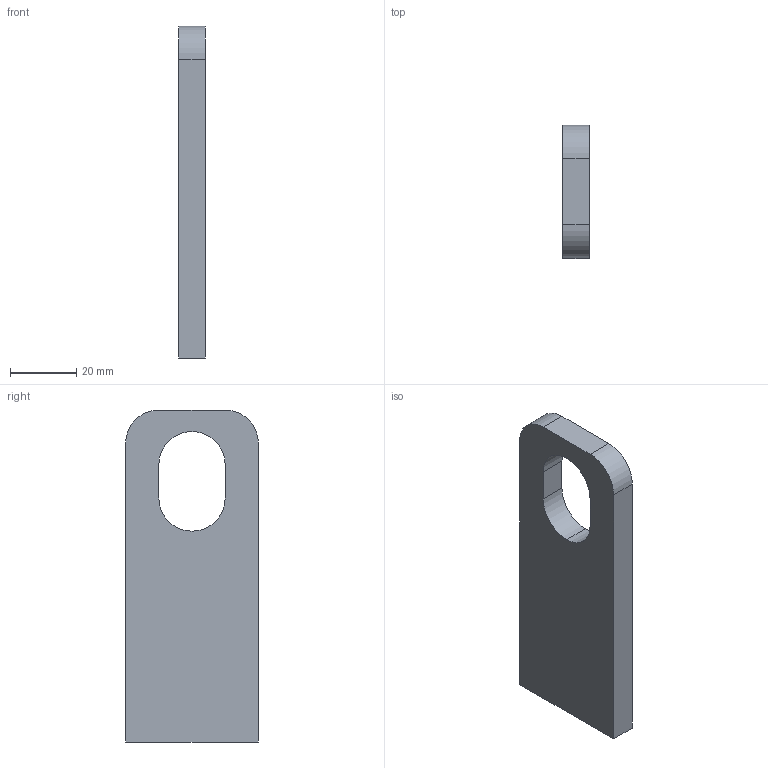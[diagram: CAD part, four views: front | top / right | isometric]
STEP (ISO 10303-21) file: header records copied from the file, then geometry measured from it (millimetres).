
FILE_DESCRIPTION (( 'STEP AP203' ), '1' );
FILE_NAME ('120-M20-L.step', '2019-02-20T13:28:50', ( '' ), ( '' ), 'SwSTEP 2.0', 'SolidWorks 2015', '' );
FILE_SCHEMA (( 'CONFIG_CONTROL_DESIGN' ));
Length unit declared in the file: millimetre
Products named in the file (1): 120-M20-L
Bounding box: 8 x 40 x 100 mm (x, y, z)
Volume: 27543.2 mm3; surface area: 9725.3 mm2
Topology: 1 solids, 1 shells, 212 faces, 564 edges, 376 vertices
Faces by surface type: plane 129, bspline 78, cylinder 5
Entity records: 11031 total; most frequent: CARTESIAN_POINT 6191, ORIENTED_EDGE 1128, DIRECTION 688, EDGE_CURVE 564, LINE 398, VECTOR 398, VERTEX_POINT 376, EDGE_LOOP 236
